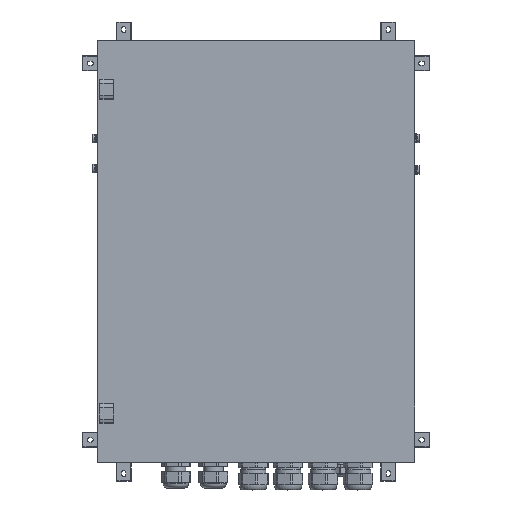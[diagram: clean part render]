
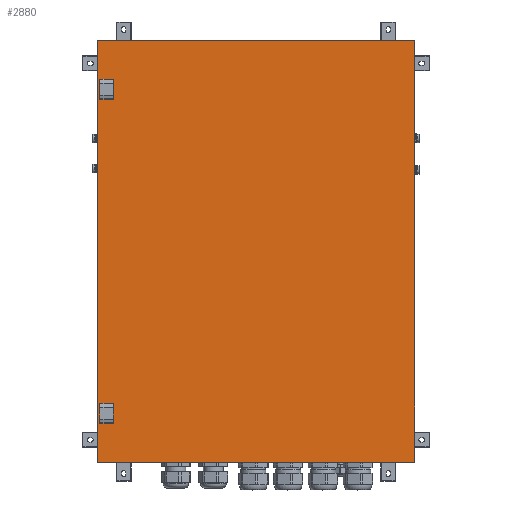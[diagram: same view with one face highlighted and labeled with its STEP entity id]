
A CAD part, top view. The second image highlights one B-rep face of the part: STEP entity #2880.
In plain terms, the highlighted planar face has unit normal (0, 0, 1).
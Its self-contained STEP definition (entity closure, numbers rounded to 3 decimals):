
#2758=AXIS2_PLACEMENT_3D('Plane Axis2P3D',#2755,#2756,#2757) ;
#2007=CARTESIAN_POINT('Vertex',(29.526,901.053,314.57)) ;
#2010=CARTESIAN_POINT('Line Origine',(347.786,901.053,314.57)) ;
#2014=CARTESIAN_POINT('Vertex',(666.046,901.053,314.57)) ;
#2041=CARTESIAN_POINT('Vertex',(29.526,54.049,314.57)) ;
#2048=CARTESIAN_POINT('Vertex',(666.046,54.049,314.57)) ;
#2051=CARTESIAN_POINT('Line Origine',(347.786,54.049,314.57)) ;
#2586=CARTESIAN_POINT('Vertex',(29.526,896.064,314.57)) ;
#2589=CARTESIAN_POINT('Line Origine',(29.526,898.558,314.57)) ;
#2594=CARTESIAN_POINT('Line Origine',(29.526,56.558,314.57)) ;
#2598=CARTESIAN_POINT('Vertex',(29.526,59.067,314.57)) ;
#2652=CARTESIAN_POINT('Vertex',(666.046,896.064,314.57)) ;
#2722=CARTESIAN_POINT('Vertex',(666.046,59.067,314.57)) ;
#2725=CARTESIAN_POINT('Line Origine',(666.046,56.558,314.57)) ;
#2730=CARTESIAN_POINT('Line Origine',(666.046,898.558,314.57)) ;
#2755=CARTESIAN_POINT('Axis2P3D Location',(347.786,477.549,314.57)) ;
#2760=CARTESIAN_POINT('Line Origine',(29.762,896.064,314.57)) ;
#2764=CARTESIAN_POINT('Vertex',(29.997,896.064,314.57)) ;
#2767=CARTESIAN_POINT('Line Origine',(29.997,477.565,314.57)) ;
#2771=CARTESIAN_POINT('Vertex',(29.997,59.067,314.57)) ;
#2774=CARTESIAN_POINT('Line Origine',(29.762,59.067,314.57)) ;
#2779=CARTESIAN_POINT('Line Origine',(665.811,59.067,314.57)) ;
#2783=CARTESIAN_POINT('Vertex',(665.575,59.067,314.57)) ;
#2786=CARTESIAN_POINT('Line Origine',(665.575,477.565,314.57)) ;
#2790=CARTESIAN_POINT('Vertex',(665.575,896.064,314.57)) ;
#2793=CARTESIAN_POINT('Line Origine',(665.811,896.064,314.57)) ;
#2812=CARTESIAN_POINT('Line Origine',(48.286,782.549,314.57)) ;
#2816=CARTESIAN_POINT('Vertex',(61.786,782.549,314.57)) ;
#2818=CARTESIAN_POINT('Vertex',(34.786,782.549,314.57)) ;
#2821=CARTESIAN_POINT('Line Origine',(34.786,802.549,314.57)) ;
#2825=CARTESIAN_POINT('Vertex',(34.786,822.549,314.57)) ;
#2828=CARTESIAN_POINT('Line Origine',(48.286,822.549,314.57)) ;
#2832=CARTESIAN_POINT('Vertex',(61.786,822.549,314.57)) ;
#2835=CARTESIAN_POINT('Line Origine',(61.786,802.549,314.57)) ;
#2846=CARTESIAN_POINT('Line Origine',(34.786,152.549,314.57)) ;
#2850=CARTESIAN_POINT('Vertex',(34.786,132.549,314.57)) ;
#2852=CARTESIAN_POINT('Vertex',(34.786,172.549,314.57)) ;
#2855=CARTESIAN_POINT('Line Origine',(48.286,172.549,314.57)) ;
#2859=CARTESIAN_POINT('Vertex',(61.786,172.549,314.57)) ;
#2862=CARTESIAN_POINT('Line Origine',(61.786,152.549,314.57)) ;
#2866=CARTESIAN_POINT('Vertex',(61.786,132.549,314.57)) ;
#2869=CARTESIAN_POINT('Line Origine',(48.286,132.549,314.57)) ;
#2011=DIRECTION('Vector Direction',(1.,0.,0.)) ;
#2052=DIRECTION('Vector Direction',(1.,0.,0.)) ;
#2590=DIRECTION('Vector Direction',(0.,-1.,0.)) ;
#2595=DIRECTION('Vector Direction',(0.,-1.,0.)) ;
#2726=DIRECTION('Vector Direction',(0.,-1.,0.)) ;
#2731=DIRECTION('Vector Direction',(0.,-1.,0.)) ;
#2756=DIRECTION('Axis2P3D Direction',(0.,0.,-1.)) ;
#2757=DIRECTION('Axis2P3D XDirection',(-1.,0.,0.)) ;
#2761=DIRECTION('Vector Direction',(1.,0.,0.)) ;
#2768=DIRECTION('Vector Direction',(0.,-1.,0.)) ;
#2775=DIRECTION('Vector Direction',(-1.,0.,0.)) ;
#2780=DIRECTION('Vector Direction',(-1.,0.,0.)) ;
#2787=DIRECTION('Vector Direction',(0.,-1.,0.)) ;
#2794=DIRECTION('Vector Direction',(-1.,0.,0.)) ;
#2813=DIRECTION('Vector Direction',(-1.,0.,0.)) ;
#2822=DIRECTION('Vector Direction',(0.,1.,0.)) ;
#2829=DIRECTION('Vector Direction',(1.,0.,0.)) ;
#2836=DIRECTION('Vector Direction',(0.,-1.,0.)) ;
#2847=DIRECTION('Vector Direction',(0.,1.,0.)) ;
#2856=DIRECTION('Vector Direction',(1.,0.,0.)) ;
#2863=DIRECTION('Vector Direction',(0.,-1.,0.)) ;
#2870=DIRECTION('Vector Direction',(-1.,0.,0.)) ;
#2012=VECTOR('Line Direction',#2011,1.) ;
#2053=VECTOR('Line Direction',#2052,1.) ;
#2591=VECTOR('Line Direction',#2590,1.) ;
#2596=VECTOR('Line Direction',#2595,1.) ;
#2727=VECTOR('Line Direction',#2726,1.) ;
#2732=VECTOR('Line Direction',#2731,1.) ;
#2762=VECTOR('Line Direction',#2761,1.) ;
#2769=VECTOR('Line Direction',#2768,1.) ;
#2776=VECTOR('Line Direction',#2775,1.) ;
#2781=VECTOR('Line Direction',#2780,1.) ;
#2788=VECTOR('Line Direction',#2787,1.) ;
#2795=VECTOR('Line Direction',#2794,1.) ;
#2814=VECTOR('Line Direction',#2813,1.) ;
#2823=VECTOR('Line Direction',#2822,1.) ;
#2830=VECTOR('Line Direction',#2829,1.) ;
#2837=VECTOR('Line Direction',#2836,1.) ;
#2848=VECTOR('Line Direction',#2847,1.) ;
#2857=VECTOR('Line Direction',#2856,1.) ;
#2864=VECTOR('Line Direction',#2863,1.) ;
#2871=VECTOR('Line Direction',#2870,1.) ;
#2799=ORIENTED_EDGE('',*,*,#2766,.T.) ;
#2800=ORIENTED_EDGE('',*,*,#2773,.F.) ;
#2801=ORIENTED_EDGE('',*,*,#2778,.T.) ;
#2802=ORIENTED_EDGE('',*,*,#2600,.T.) ;
#2803=ORIENTED_EDGE('',*,*,#2055,.T.) ;
#2804=ORIENTED_EDGE('',*,*,#2729,.F.) ;
#2805=ORIENTED_EDGE('',*,*,#2785,.T.) ;
#2806=ORIENTED_EDGE('',*,*,#2792,.F.) ;
#2807=ORIENTED_EDGE('',*,*,#2797,.F.) ;
#2808=ORIENTED_EDGE('',*,*,#2734,.F.) ;
#2809=ORIENTED_EDGE('',*,*,#2016,.F.) ;
#2810=ORIENTED_EDGE('',*,*,#2593,.T.) ;
#2841=ORIENTED_EDGE('',*,*,#2820,.T.) ;
#2842=ORIENTED_EDGE('',*,*,#2827,.T.) ;
#2843=ORIENTED_EDGE('',*,*,#2834,.T.) ;
#2844=ORIENTED_EDGE('',*,*,#2839,.T.) ;
#2875=ORIENTED_EDGE('',*,*,#2854,.T.) ;
#2876=ORIENTED_EDGE('',*,*,#2861,.T.) ;
#2877=ORIENTED_EDGE('',*,*,#2868,.T.) ;
#2878=ORIENTED_EDGE('',*,*,#2873,.T.) ;
#2845=FACE_BOUND('',#2840,.T.) ;
#2879=FACE_BOUND('',#2874,.T.) ;
#2880=ADVANCED_FACE('HOUSING',(#2811,#2845,#2879),#2759,.F.) ;
#2016=EDGE_CURVE('',#2008,#2015,#2013,.T.) ;
#2055=EDGE_CURVE('',#2042,#2049,#2054,.T.) ;
#2593=EDGE_CURVE('',#2008,#2587,#2592,.T.) ;
#2600=EDGE_CURVE('',#2599,#2042,#2597,.T.) ;
#2729=EDGE_CURVE('',#2723,#2049,#2728,.T.) ;
#2734=EDGE_CURVE('',#2015,#2653,#2733,.T.) ;
#2766=EDGE_CURVE('',#2587,#2765,#2763,.T.) ;
#2773=EDGE_CURVE('',#2772,#2765,#2770,.F.) ;
#2778=EDGE_CURVE('',#2772,#2599,#2777,.T.) ;
#2785=EDGE_CURVE('',#2723,#2784,#2782,.T.) ;
#2792=EDGE_CURVE('',#2791,#2784,#2789,.T.) ;
#2797=EDGE_CURVE('',#2653,#2791,#2796,.T.) ;
#2820=EDGE_CURVE('',#2817,#2819,#2815,.T.) ;
#2827=EDGE_CURVE('',#2819,#2826,#2824,.T.) ;
#2834=EDGE_CURVE('',#2826,#2833,#2831,.T.) ;
#2839=EDGE_CURVE('',#2833,#2817,#2838,.T.) ;
#2854=EDGE_CURVE('',#2851,#2853,#2849,.T.) ;
#2861=EDGE_CURVE('',#2853,#2860,#2858,.T.) ;
#2868=EDGE_CURVE('',#2860,#2867,#2865,.T.) ;
#2873=EDGE_CURVE('',#2867,#2851,#2872,.T.) ;
#2798=EDGE_LOOP('',(#2799,#2800,#2801,#2802,#2803,#2804,#2805,#2806,#2807,#2808,#2809,#2810)) ;
#2840=EDGE_LOOP('',(#2841,#2842,#2843,#2844)) ;
#2874=EDGE_LOOP('',(#2875,#2876,#2877,#2878)) ;
#2811=FACE_OUTER_BOUND('',#2798,.T.) ;
#2013=LINE('Line',#2010,#2012) ;
#2054=LINE('Line',#2051,#2053) ;
#2592=LINE('Line',#2589,#2591) ;
#2597=LINE('Line',#2594,#2596) ;
#2728=LINE('Line',#2725,#2727) ;
#2733=LINE('Line',#2730,#2732) ;
#2763=LINE('Line',#2760,#2762) ;
#2770=LINE('Line',#2767,#2769) ;
#2777=LINE('Line',#2774,#2776) ;
#2782=LINE('Line',#2779,#2781) ;
#2789=LINE('Line',#2786,#2788) ;
#2796=LINE('Line',#2793,#2795) ;
#2815=LINE('Line',#2812,#2814) ;
#2824=LINE('Line',#2821,#2823) ;
#2831=LINE('Line',#2828,#2830) ;
#2838=LINE('Line',#2835,#2837) ;
#2849=LINE('Line',#2846,#2848) ;
#2858=LINE('Line',#2855,#2857) ;
#2865=LINE('Line',#2862,#2864) ;
#2872=LINE('Line',#2869,#2871) ;
#2759=PLANE('',#2758) ;
#2008=VERTEX_POINT('',#2007) ;
#2015=VERTEX_POINT('',#2014) ;
#2042=VERTEX_POINT('',#2041) ;
#2049=VERTEX_POINT('',#2048) ;
#2587=VERTEX_POINT('',#2586) ;
#2599=VERTEX_POINT('',#2598) ;
#2653=VERTEX_POINT('',#2652) ;
#2723=VERTEX_POINT('',#2722) ;
#2765=VERTEX_POINT('',#2764) ;
#2772=VERTEX_POINT('',#2771) ;
#2784=VERTEX_POINT('',#2783) ;
#2791=VERTEX_POINT('',#2790) ;
#2817=VERTEX_POINT('',#2816) ;
#2819=VERTEX_POINT('',#2818) ;
#2826=VERTEX_POINT('',#2825) ;
#2833=VERTEX_POINT('',#2832) ;
#2851=VERTEX_POINT('',#2850) ;
#2853=VERTEX_POINT('',#2852) ;
#2860=VERTEX_POINT('',#2859) ;
#2867=VERTEX_POINT('',#2866) ;
